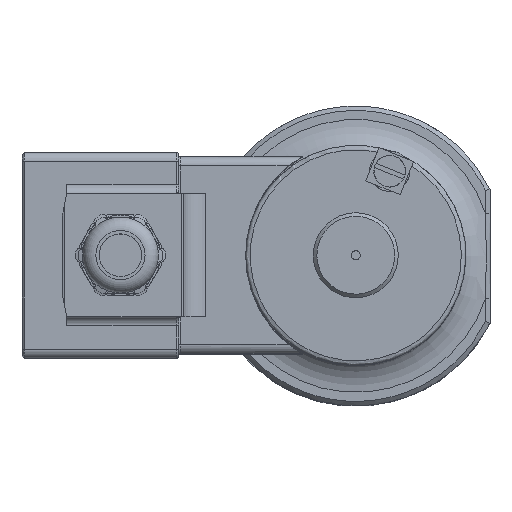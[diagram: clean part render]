
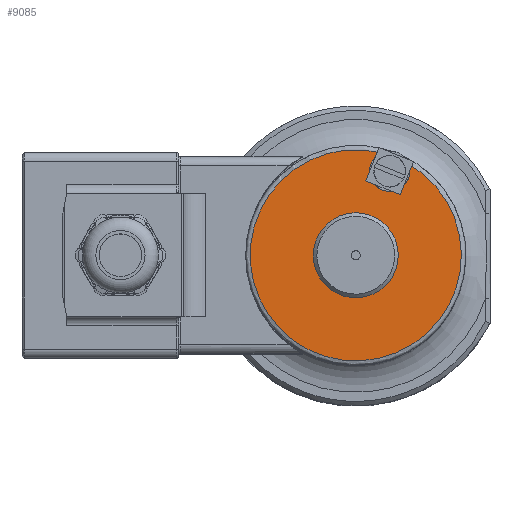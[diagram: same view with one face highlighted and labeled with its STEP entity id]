
A CAD part, top view. The second image highlights one B-rep face of the part: STEP entity #9085.
In plain terms, the highlighted planar face has unit normal (0, 0, 1).
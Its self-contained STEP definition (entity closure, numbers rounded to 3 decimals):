
#1634=FACE_BOUND('',#2856,.T.);
#2247=FACE_OUTER_BOUND('',#2855,.T.);
#2855=EDGE_LOOP('',(#7402,#7403));
#2856=EDGE_LOOP('',(#7404));
#3134=CIRCLE('',#9512,9.205);
#3292=CIRCLE('',#9905,4.5);
#3293=CIRCLE('',#9908,23.6);
#3726=VERTEX_POINT('',#14521);
#4035=VERTEX_POINT('',#17025);
#4036=VERTEX_POINT('',#17026);
#4664=EDGE_CURVE('',#3726,#3726,#3134,.T.);
#5194=EDGE_CURVE('',#4036,#4035,#3292,.T.);
#5203=EDGE_CURVE('',#4036,#4035,#3293,.T.);
#7402=ORIENTED_EDGE('',*,*,#5194,.T.);
#7403=ORIENTED_EDGE('',*,*,#5203,.F.);
#7404=ORIENTED_EDGE('',*,*,#4664,.T.);
#8108=PLANE('',#9907);
#9085=ADVANCED_FACE('',(#2247,#1634),#8108,.T.);
#9512=AXIS2_PLACEMENT_3D('',#14522,#10939,#10940);
#9905=AXIS2_PLACEMENT_3D('',#17043,#11922,#11923);
#9907=AXIS2_PLACEMENT_3D('',#17057,#11934,#11935);
#9908=AXIS2_PLACEMENT_3D('',#17058,#11936,#11937);
#10939=DIRECTION('center_axis',(0.,0.,
-1.));
#10940=DIRECTION('ref_axis',(-0.845,-0.535,0.));
#11922=DIRECTION('center_axis',(0.,0.,
-1.));
#11923=DIRECTION('ref_axis',(0.,1.,0.));
#11934=DIRECTION('center_axis',(0.,0.,
1.));
#11935=DIRECTION('ref_axis',(-0.375,-0.927,0.));
#11936=DIRECTION('center_axis',(0.,0.,
-1.));
#11937=DIRECTION('ref_axis',(0.927,-0.375,0.));
#14521=CARTESIAN_POINT('',(7.775,4.927,112.755));
#14522=CARTESIAN_POINT('Origin',(0.,0.,
112.755));
#17025=CARTESIAN_POINT('',(5.757,22.887,112.755));
#17026=CARTESIAN_POINT('',(11.758,20.463,112.755));
#17043=CARTESIAN_POINT('Origin',(7.586,18.775,112.755));
#17057=CARTESIAN_POINT('Origin',(13.746,-5.554,112.755));
#17058=CARTESIAN_POINT('Origin',(0.,0.,
112.755));
